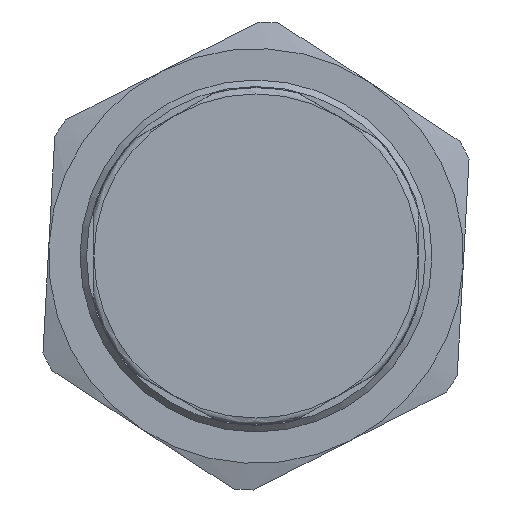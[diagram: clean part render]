
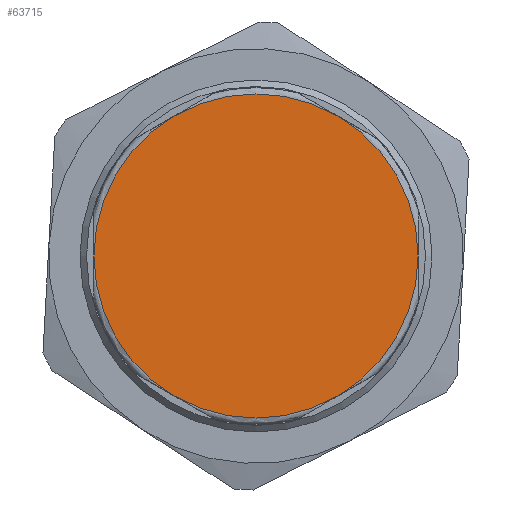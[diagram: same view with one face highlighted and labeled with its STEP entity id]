
A CAD part, left-side view. The second image highlights one B-rep face of the part: STEP entity #63715.
In plain terms, the highlighted planar face has unit normal (-1, 0, 0).
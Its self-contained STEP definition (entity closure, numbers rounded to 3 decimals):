
#63654=CARTESIAN_POINT('',(0.0,10.688,0.0));
#63655=DIRECTION('',(-1.0,0.0,0.0));
#63656=DIRECTION('',(0.0,0.0,1.0));
#63657=AXIS2_PLACEMENT_3D('',#63654,#63655,#63656);
#63658=PLANE('',#63657);
#63659=CARTESIAN_POINT('',(0.0,12.5,0.0));
#63660=VERTEX_POINT('',#63659);
#63661=CARTESIAN_POINT('',(0.0,6.25,10.825));
#63662=VERTEX_POINT('',#63661);
#63663=CARTESIAN_POINT('',(0.0,0.0,0.0));
#63664=DIRECTION('',(1.0,0.0,0.0));
#63665=DIRECTION('',(0.0,-1.0,0.0));
#63666=AXIS2_PLACEMENT_3D('',#63663,#63664,#63665);
#63667=CIRCLE('',#63666,12.5);
#63668=EDGE_CURVE('',#63660,#63662,#63667,.T.);
#63669=ORIENTED_EDGE('',*,*,#63668,.F.);
#63670=CARTESIAN_POINT('',(0.0,6.25,-10.825));
#63671=VERTEX_POINT('',#63670);
#63672=CARTESIAN_POINT('',(0.0,0.0,0.0));
#63673=DIRECTION('',(1.0,0.0,0.0));
#63674=DIRECTION('',(0.0,-1.0,0.0));
#63675=AXIS2_PLACEMENT_3D('',#63672,#63673,#63674);
#63676=CIRCLE('',#63675,12.5);
#63677=EDGE_CURVE('',#63671,#63660,#63676,.T.);
#63678=ORIENTED_EDGE('',*,*,#63677,.F.);
#63679=CARTESIAN_POINT('',(0.0,-6.25,-10.825));
#63680=VERTEX_POINT('',#63679);
#63681=CARTESIAN_POINT('',(0.0,0.0,0.0));
#63682=DIRECTION('',(1.0,0.0,0.0));
#63683=DIRECTION('',(0.0,-1.0,0.0));
#63684=AXIS2_PLACEMENT_3D('',#63681,#63682,#63683);
#63685=CIRCLE('',#63684,12.5);
#63686=EDGE_CURVE('',#63680,#63671,#63685,.T.);
#63687=ORIENTED_EDGE('',*,*,#63686,.F.);
#63688=CARTESIAN_POINT('',(0.0,-12.5,0.));
#63689=VERTEX_POINT('',#63688);
#63690=CARTESIAN_POINT('',(0.0,0.0,0.0));
#63691=DIRECTION('',(1.0,0.0,0.0));
#63692=DIRECTION('',(0.0,-1.0,0.0));
#63693=AXIS2_PLACEMENT_3D('',#63690,#63691,#63692);
#63694=CIRCLE('',#63693,12.5);
#63695=EDGE_CURVE('',#63689,#63680,#63694,.T.);
#63696=ORIENTED_EDGE('',*,*,#63695,.F.);
#63697=CARTESIAN_POINT('',(0.0,-6.25,10.825));
#63698=VERTEX_POINT('',#63697);
#63699=CARTESIAN_POINT('',(0.0,0.0,0.0));
#63700=DIRECTION('',(1.0,0.0,0.0));
#63701=DIRECTION('',(0.0,-1.0,0.0));
#63702=AXIS2_PLACEMENT_3D('',#63699,#63700,#63701);
#63703=CIRCLE('',#63702,12.5);
#63704=EDGE_CURVE('',#63698,#63689,#63703,.T.);
#63705=ORIENTED_EDGE('',*,*,#63704,.F.);
#63706=CARTESIAN_POINT('',(0.0,0.0,0.0));
#63707=DIRECTION('',(1.0,0.0,0.0));
#63708=DIRECTION('',(0.0,-1.0,0.0));
#63709=AXIS2_PLACEMENT_3D('',#63706,#63707,#63708);
#63710=CIRCLE('',#63709,12.5);
#63711=EDGE_CURVE('',#63662,#63698,#63710,.T.);
#63712=ORIENTED_EDGE('',*,*,#63711,.F.);
#63713=EDGE_LOOP('',(#63669,#63678,#63687,#63696,#63705,#63712));
#63714=FACE_OUTER_BOUND('',#63713,.T.);
#63715=ADVANCED_FACE('',(#63714),#63658,.T.);
